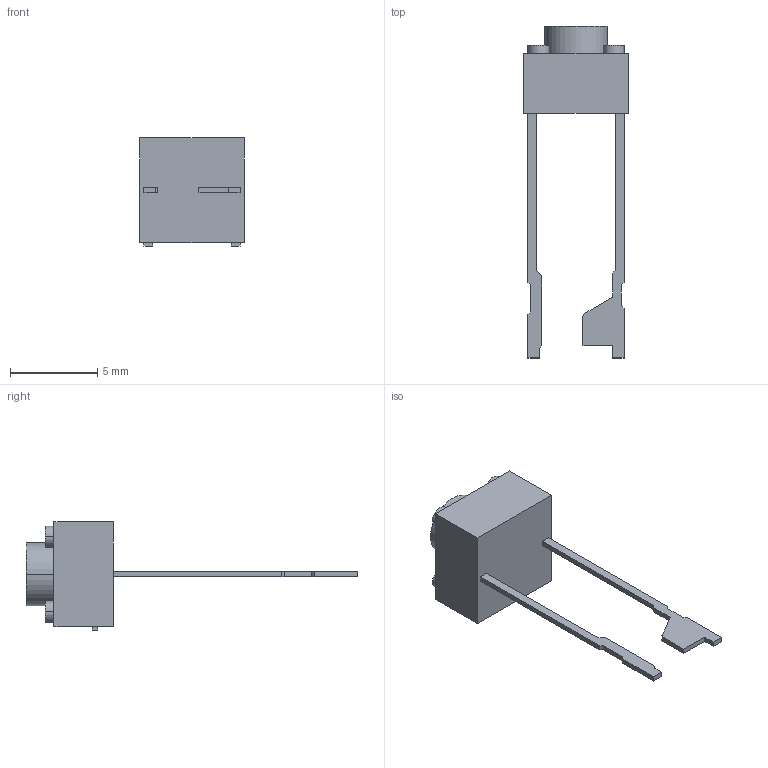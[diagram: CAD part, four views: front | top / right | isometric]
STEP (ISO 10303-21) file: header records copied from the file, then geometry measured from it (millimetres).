
FILE_DESCRIPTION(('STEP AP214'),'1');
FILE_NAME(' ',' ',('TraceParts'),('TraceParts S.A.'),'XStep 1.0',' ',' ');
FILE_SCHEMA(('automotive_design'));
Length unit declared in the file: millimetre
Products named in the file (1): 1
Bounding box: 6 x 19 x 6.2 mm (x, y, z)
Volume: 146.9 mm3; surface area: 236.8 mm2
Topology: 1 solids, 1 shells, 60 faces, 147 edges, 98 vertices
Faces by surface type: plane 49, cylinder 11
Entity records: 3274 total; most frequent: CARTESIAN_POINT 306, ORIENTED_EDGE 294, DIRECTION 291, STYLED_ITEM 271, PRESENTATION_STYLE_ASSIGNMENT 271, COLOUR_RGB 271, EDGE_CURVE 147, CURVE_STYLE 131
